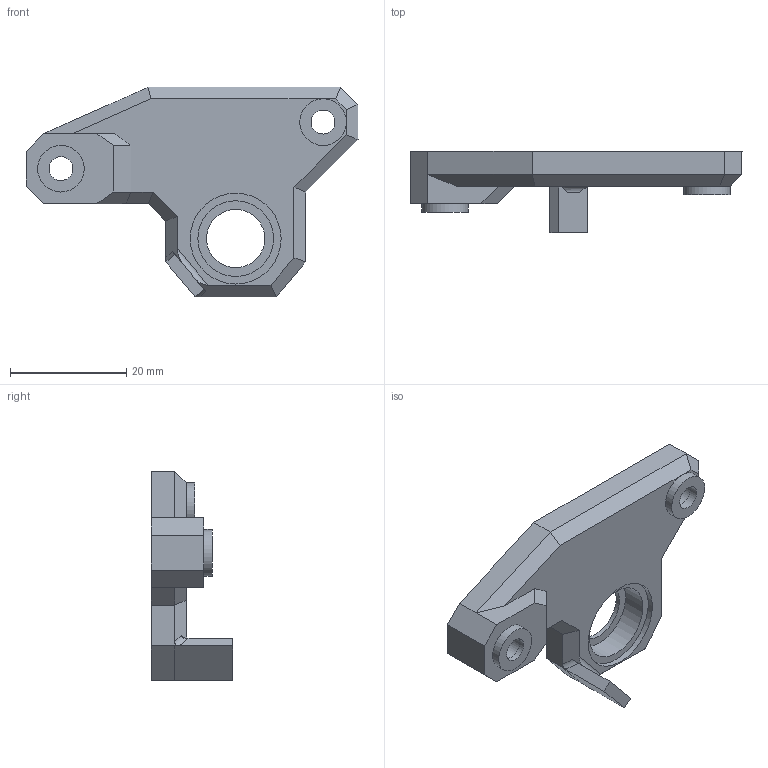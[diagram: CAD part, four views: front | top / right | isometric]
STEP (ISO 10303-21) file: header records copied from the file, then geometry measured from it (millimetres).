
FILE_DESCRIPTION(/* description */ (''),/* implementation_level */ '2;1');
FILE_NAME(/* name */ '',/* time_stamp */ '2025-07-18T09:14:13+08:00',/* author */ (''),/* organization */ (''),/* preprocessor_version */ 'ST-DEVELOPER v20.1',/* originating_system */ 'Autodesk Translation Framework v14.10.0.0',/* authorisation */ '');
FILE_SCHEMA (('AUTOMOTIVE_DESIGN { 1 0 10303 214 3 1 1 }'));
Length unit declared in the file: millimetre
Products named in the file (2): ROBOT; 零部件2
Assembly tree (1 placements, depth 2):
  ROBOT
    零部件2
Bounding box: 57 x 14 x 36 mm (x, y, z)
Volume: 7371.4 mm3; surface area: 4162.8 mm2
Topology: 1 solids, 1 shells, 59 faces, 143 edges, 91 vertices
Faces by surface type: plane 45, cylinder 14
Full cylindrical faces by diameter (mm): 4.1 x4, 8 x4, 10 x1, 13 x1, 15.6 x1
Entity records: 1777 total; most frequent: DIRECTION 299, CARTESIAN_POINT 296, ORIENTED_EDGE 286, EDGE_CURVE 143, LINE 111, VECTOR 111, AXIS2_PLACEMENT_3D 94, VERTEX_POINT 91
